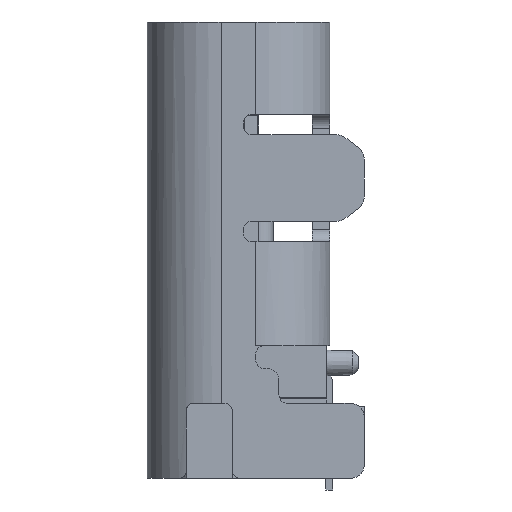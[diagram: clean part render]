
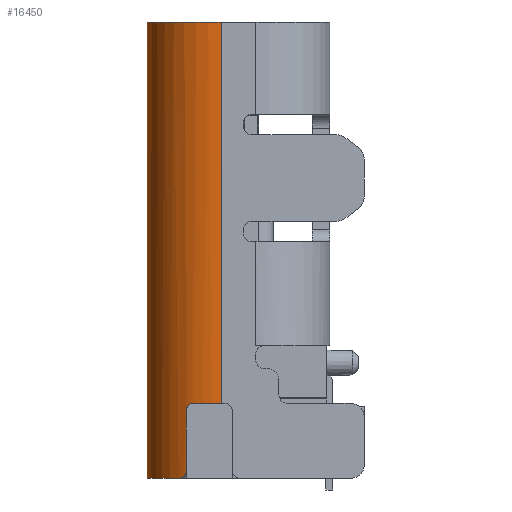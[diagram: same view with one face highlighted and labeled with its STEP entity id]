
A CAD part, left-side view. The second image highlights one B-rep face of the part: STEP entity #16450.
In plain terms, the highlighted cylindrical face has radius 1.28 mm (diameter 2.56 mm), a partial arc.
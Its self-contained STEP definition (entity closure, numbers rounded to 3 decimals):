
#2143=CARTESIAN_POINT('',(-3.19,0.3,-1.));
#2144=DIRECTION('',(0.,0.,-1.));
#2145=DIRECTION('',(-1.,0.,0.));
#2146=AXIS2_PLACEMENT_3D('',#2143,#2144,#2145);
#2750=CARTESIAN_POINT('',(-3.19,0.3,5.6));
#2751=DIRECTION('',(0.,0.,1.));
#2752=DIRECTION('',(0.,1.,0.));
#2753=AXIS2_PLACEMENT_3D('',#2750,#2751,#2752);
#4619=CARTESIAN_POINT('',(-3.19,0.3,-2.3));
#4620=DIRECTION('',(0.,0.,-1.));
#4621=DIRECTION('',(-0.819,0.574,0.));
#4622=AXIS2_PLACEMENT_3D('',#4619,#4620,#4621);
#4638=CARTESIAN_POINT('',(-4.318,0.905,
-2.17));
#4639=CARTESIAN_POINT('',(-4.318,0.905,
-2.176));
#4640=CARTESIAN_POINT('',(-4.317,0.906,
-2.189));
#4641=CARTESIAN_POINT('',(-4.315,0.91,
-2.208));
#4642=CARTESIAN_POINT('',(-4.311,0.917,
-2.226));
#4643=CARTESIAN_POINT('',(-4.306,0.927,
-2.243));
#4644=CARTESIAN_POINT('',(-4.299,0.939,
-2.259));
#4645=CARTESIAN_POINT('',(-4.29,0.954,
-2.272));
#4646=CARTESIAN_POINT('',(-4.28,0.972,
-2.284));
#4647=CARTESIAN_POINT('',(-4.267,0.991,
-2.293));
#4648=CARTESIAN_POINT('',(-4.253,1.013,
-2.299));
#4649=CARTESIAN_POINT('',(-4.243,1.028,
-2.3));
#4650=CARTESIAN_POINT('',(-4.238,1.035,-2.3));
#4660=DIRECTION('',(0.,0.,1.));
#4661=VECTOR('',#4660,1.04);
#4662=CARTESIAN_POINT('',(-4.318,0.905,
-2.17));
#4663=LINE('',#4662,#4661);
#4664=DIRECTION('',(0.,0.,1.));
#4665=VECTOR('',#4664,6.6);
#4666=CARTESIAN_POINT('',(-4.47,0.3,
-1.));
#4667=LINE('',#4666,#4665);
#4668=DIRECTION('',(0.,0.,-1.));
#4669=VECTOR('',#4668,7.9);
#4670=CARTESIAN_POINT('',(-3.19,1.58,5.6));
#4671=LINE('',#4670,#4669);
#4672=CARTESIAN_POINT('',(-4.379,0.775,
-1.));
#4673=CARTESIAN_POINT('',(-4.373,0.789,
-1.));
#4674=CARTESIAN_POINT('',(-4.361,0.817,
-1.005));
#4675=CARTESIAN_POINT('',(-4.344,0.854,
-1.024));
#4676=CARTESIAN_POINT('',(-4.329,0.884,
-1.054));
#4677=CARTESIAN_POINT('',(-4.32,0.902,
-1.093));
#4678=CARTESIAN_POINT('',(-4.318,0.905,
-1.118));
#4679=CARTESIAN_POINT('',(-4.318,0.905,
-1.13));
#9335=CARTESIAN_POINT('',(-4.318,0.905,
-1.13));
#9336=VERTEX_POINT('',#9335);
#9337=CARTESIAN_POINT('',(-4.318,0.905,
-2.17));
#9338=VERTEX_POINT('',#9337);
#9343=CARTESIAN_POINT('',(-4.47,0.3,
-1.));
#9345=VERTEX_POINT('',#9343);
#9347=CARTESIAN_POINT('',(-4.379,0.775,
-1.));
#9348=VERTEX_POINT('',#9347);
#9395=CARTESIAN_POINT('',(-4.47,0.3,5.6));
#9396=VERTEX_POINT('',#9395);
#9587=CARTESIAN_POINT('',(-3.19,1.58,5.6));
#9588=VERTEX_POINT('',#9587);
#10046=CARTESIAN_POINT('',(-4.238,1.035,-2.3));
#10047=VERTEX_POINT('',#10046);
#10048=CARTESIAN_POINT('',(-3.19,1.58,-2.3));
#10049=VERTEX_POINT('',#10048);
#16433=CARTESIAN_POINT('',(-3.19,0.3,-2.3));
#16434=DIRECTION('',(0.,0.,-1.));
#16435=DIRECTION('',(-1.,0.,0.));
#16436=AXIS2_PLACEMENT_3D('',#16433,#16434,#16435);
#16437=CYLINDRICAL_SURFACE('',#16436,1.28);
#16438=ORIENTED_EDGE('',*,*,#16425,.F.);
#16439=ORIENTED_EDGE('',*,*,#13513,.T.);
#16441=ORIENTED_EDGE('',*,*,#16440,.F.);
#16442=ORIENTED_EDGE('',*,*,#13557,.F.);
#16443=ORIENTED_EDGE('',*,*,#13618,.T.);
#16444=ORIENTED_EDGE('',*,*,#14151,.F.);
#16446=ORIENTED_EDGE('',*,*,#16445,.T.);
#16447=ORIENTED_EDGE('',*,*,#16407,.F.);
#16448=EDGE_LOOP('',(#16438,#16439,#16441,#16442,#16443,#16444,#16446,#16447));
#16449=FACE_OUTER_BOUND('',#16448,.F.);
#2147=CIRCLE('',#2146,1.28);
#2754=CIRCLE('',#2753,1.28);
#4623=CIRCLE('',#4622,1.28);
#4651=B_SPLINE_CURVE_WITH_KNOTS('',3,(#4638,#4639,#4640,#4641,#4642,#4643,#4644,
#4645,#4646,#4647,#4648,#4649,#4650),.UNSPECIFIED.,.F.,.F.,(4,1,1,1,1,1,1,1,1,1,
4),(0.,0.1,0.2,0.3,0.4,0.5,0.6,0.7,0.8,0.9,1.),
.UNSPECIFIED.);
#4680=B_SPLINE_CURVE_WITH_KNOTS('',3,(#4672,#4673,#4674,#4675,#4676,#4677,#4678,
#4679),.UNSPECIFIED.,.F.,.F.,(4,1,1,1,1,4),(0.,0.2,0.4,0.6,0.8,1.),
.UNSPECIFIED.);
#13513=EDGE_CURVE('',#9338,#9336,#4663,.T.);
#13557=EDGE_CURVE('',#9345,#9348,#2147,.T.);
#13618=EDGE_CURVE('',#9345,#9396,#4667,.T.);
#14151=EDGE_CURVE('',#9588,#9396,#2754,.T.);
#16407=EDGE_CURVE('',#10047,#10049,#4623,.T.);
#16425=EDGE_CURVE('',#9338,#10047,#4651,.T.);
#16440=EDGE_CURVE('',#9348,#9336,#4680,.T.);
#16445=EDGE_CURVE('',#9588,#10049,#4671,.T.);
#16450=ADVANCED_FACE('',(#16449),#16437,.F.);
